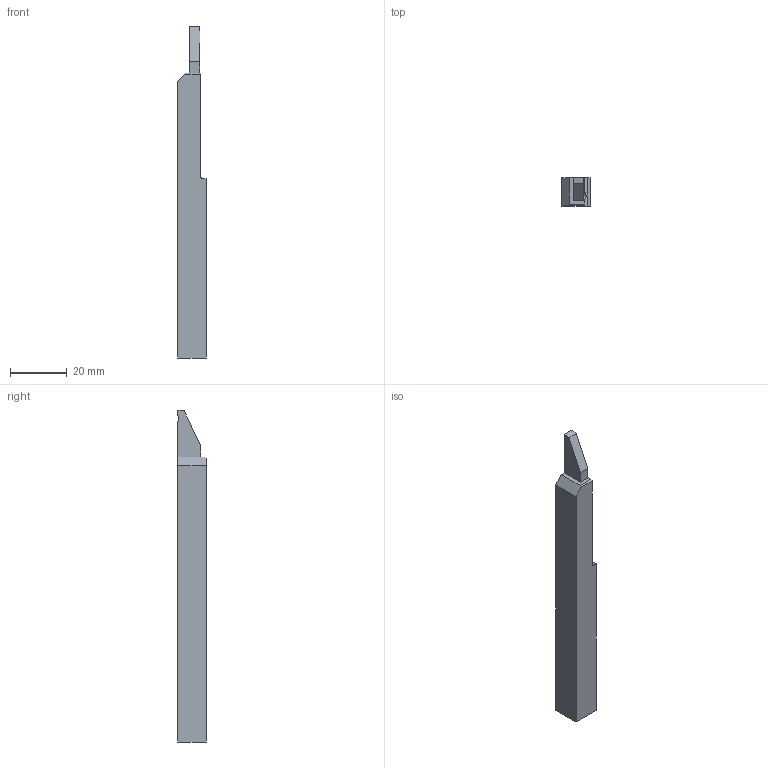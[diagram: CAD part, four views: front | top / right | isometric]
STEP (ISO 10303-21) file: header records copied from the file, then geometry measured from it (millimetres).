
FILE_DESCRIPTION (( 'STEP AP214' ), '1' );
FILE_NAME ('CUT-99-01.step', '2017-05-12T08:14:11', ( '' ), ( '' ), 'SwSTEP 2.0', 'SolidWorks 2016', '' );
FILE_SCHEMA (( 'AUTOMOTIVE_DESIGN' ));
Length unit declared in the file: millimetre
Products named in the file (1): CUT-99-01
Bounding box: 10 x 10 x 116.6 mm (x, y, z)
Volume: 9409.1 mm3; surface area: 4622.3 mm2
Topology: 1 solids, 1 shells, 78 faces, 211 edges, 139 vertices
Faces by surface type: cylinder 38, plane 36, cone 4
Entity records: 2993 total; most frequent: DIRECTION 451, CARTESIAN_POINT 451, ORIENTED_EDGE 422, EDGE_CURVE 211, AXIS2_PLACEMENT_3D 163, VERTEX_POINT 139, VECTOR 125, LINE 125
